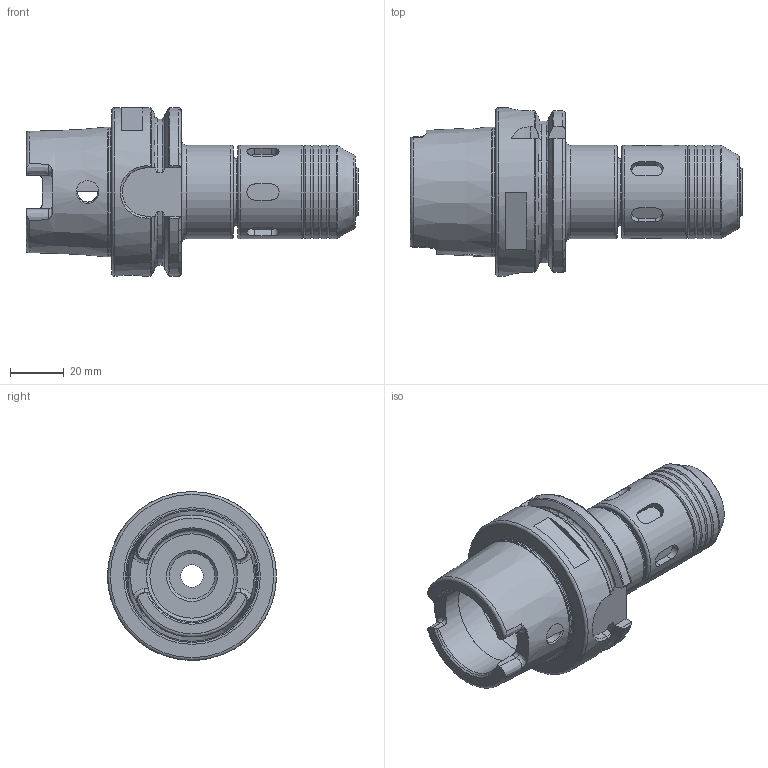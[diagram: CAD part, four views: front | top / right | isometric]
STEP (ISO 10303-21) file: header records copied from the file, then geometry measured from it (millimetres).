
FILE_DESCRIPTION(/* description */ (''),/* implementation_level */ '2;1');
FILE_NAME(/* name */ 'HSK063A-BC050-0362.stp',/* time_stamp */ '2019-03-19T13:54:45-05:00',/* author */ ('Lee'),/* organization */ (''),/* preprocessor_version */ 'ST-DEVELOPER v17',/* originating_system */ 'Autodesk Inventor LT',/* authorisation */ '');
FILE_SCHEMA (('AUTOMOTIVE_DESIGN { 1 0 10303 214 3 1 1 }'));
Length unit declared in the file: millimetre
Products named in the file (1): HSK063A-BC050-0362
Bounding box: 124 x 63 x 63 mm (x, y, z)
Volume: 131155.2 mm3; surface area: 42148 mm2
Topology: 4 solids, 4 shells, 263 faces, 790 edges, 553 vertices
Faces by surface type: plane 92, cylinder 64, torus 48, cone 41, bspline 18
Full cylindrical faces by diameter (mm): 3.242 x1, 4 x1, 7.5 x2, 8.4 x1, 10 x1, 10.106 x1, 12.7 x1, 13.5 x1, 14 x1, 17 x1, 19 x1, 22.92 x1, 23.5 x1, 24.9 x1, 25 x1, 25.42 x1, 26.1 x2, 26.3 x2, 29.5 x1, 32.7 x1, 34 x2, 34.9 x6, 40 x1, 48.241 x1, 63 x1
Entity records: 11284 total; most frequent: CARTESIAN_POINT 4087, ORIENTED_EDGE 1582, DIRECTION 1491, EDGE_CURVE 791, AXIS2_PLACEMENT_3D 637, VERTEX_POINT 554, CIRCLE 391, EDGE_LOOP 293
